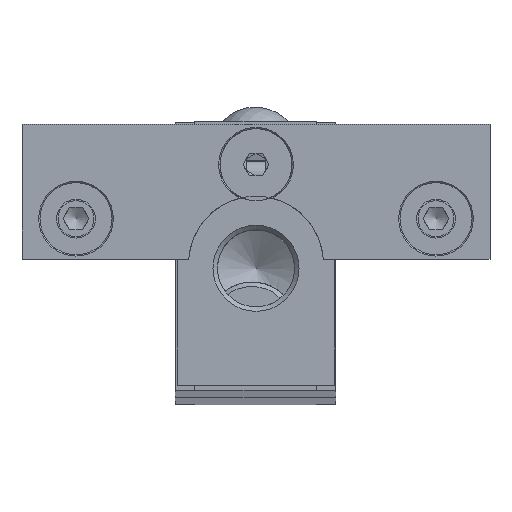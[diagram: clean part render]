
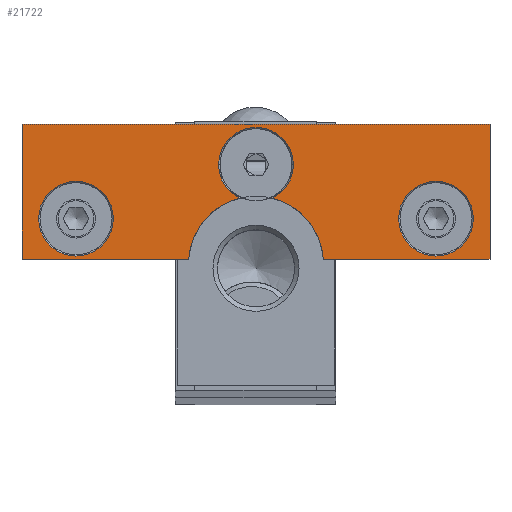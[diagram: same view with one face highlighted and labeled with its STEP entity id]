
A CAD part, top view. The second image highlights one B-rep face of the part: STEP entity #21722.
In plain terms, the highlighted planar face has unit normal (0, 0, 1).
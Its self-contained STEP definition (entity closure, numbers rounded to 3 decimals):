
#649=FACE_BOUND('',#5146,.T.);
#650=FACE_BOUND('',#5147,.T.);
#1057=PLANE('',#23876);
#1627=LINE('',#37255,#2504);
#1628=LINE('',#37257,#2505);
#1629=LINE('',#37259,#2506);
#1630=LINE('',#37261,#2507);
#1631=LINE('',#37262,#2508);
#2504=VECTOR('',#28696,10.);
#2505=VECTOR('',#28697,10.);
#2506=VECTOR('',#28698,10.);
#2507=VECTOR('',#28699,10.);
#2508=VECTOR('',#28700,10.);
#3988=FACE_OUTER_BOUND('',#5145,.T.);
#5145=EDGE_LOOP('',(#16140,#16141,#16142,#16143,#16144,#16145,#16146,#16147));
#5146=EDGE_LOOP('',(#16148));
#5147=EDGE_LOOP('',(#16149));
#6904=CIRCLE('',#23843,7.5);
#6906=CIRCLE('',#23845,7.5);
#6920=CIRCLE('',#23875,4.15);
#6921=CIRCLE('',#23877,4.15);
#6922=CIRCLE('',#23878,4.15);
#9044=VERTEX_POINT('',#37120);
#9045=VERTEX_POINT('',#37125);
#9048=VERTEX_POINT('',#37131);
#9049=VERTEX_POINT('',#37133);
#9085=VERTEX_POINT('',#37249);
#9086=VERTEX_POINT('',#37254);
#9087=VERTEX_POINT('',#37256);
#9088=VERTEX_POINT('',#37258);
#9089=VERTEX_POINT('',#37260);
#9090=VERTEX_POINT('',#37263);
#11757=EDGE_CURVE('',#9045,#9044,#6904,.T.);
#11761=EDGE_CURVE('',#9049,#9048,#6906,.T.);
#11808=EDGE_CURVE('',#9085,#9085,#6920,.T.);
#11810=EDGE_CURVE('',#9049,#9044,#6921,.T.);
#11811=EDGE_CURVE('',#9048,#9086,#1627,.T.);
#11812=EDGE_CURVE('',#9086,#9087,#1628,.T.);
#11813=EDGE_CURVE('',#9087,#9088,#1629,.T.);
#11814=EDGE_CURVE('',#9088,#9089,#1630,.T.);
#11815=EDGE_CURVE('',#9089,#9045,#1631,.T.);
#11816=EDGE_CURVE('',#9090,#9090,#6922,.T.);
#16140=ORIENTED_EDGE('',*,*,#11810,.F.);
#16141=ORIENTED_EDGE('',*,*,#11761,.T.);
#16142=ORIENTED_EDGE('',*,*,#11811,.T.);
#16143=ORIENTED_EDGE('',*,*,#11812,.T.);
#16144=ORIENTED_EDGE('',*,*,#11813,.T.);
#16145=ORIENTED_EDGE('',*,*,#11814,.T.);
#16146=ORIENTED_EDGE('',*,*,#11815,.T.);
#16147=ORIENTED_EDGE('',*,*,#11757,.T.);
#16148=ORIENTED_EDGE('',*,*,#11816,.F.);
#16149=ORIENTED_EDGE('',*,*,#11808,.F.);
#21722=ADVANCED_FACE('',(#3988,#649,#650),#1057,.T.);
#23843=AXIS2_PLACEMENT_3D('',#37126,#28598,#28599);
#23845=AXIS2_PLACEMENT_3D('',#37134,#28604,#28605);
#23875=AXIS2_PLACEMENT_3D('',#37250,#28689,#28690);
#23876=AXIS2_PLACEMENT_3D('',#37252,#28692,#28693);
#23877=AXIS2_PLACEMENT_3D('',#37253,#28694,#28695);
#23878=AXIS2_PLACEMENT_3D('',#37264,#28701,#28702);
#28598=DIRECTION('center_axis',(0.,0.,-1.));
#28599=DIRECTION('ref_axis',(0.998,0.067,0.));
#28604=DIRECTION('center_axis',(0.,0.,-1.));
#28605=DIRECTION('ref_axis',(0.998,0.067,0.));
#28689=DIRECTION('center_axis',(0.,0.,1.));
#28690=DIRECTION('ref_axis',(-1.,0.,0.));
#28692=DIRECTION('center_axis',(0.,0.,1.));
#28693=DIRECTION('ref_axis',(1.,0.,0.));
#28694=DIRECTION('center_axis',(0.,0.,1.));
#28695=DIRECTION('ref_axis',(-1.,0.,0.));
#28696=DIRECTION('',(1.,0.,0.));
#28697=DIRECTION('',(0.,1.,0.));
#28698=DIRECTION('',(-1.,0.,0.));
#28699=DIRECTION('',(0.,-1.,0.));
#28700=DIRECTION('',(1.,0.,0.));
#28701=DIRECTION('center_axis',(0.,0.,1.));
#28702=DIRECTION('ref_axis',(-1.,0.,0.));
#37120=CARTESIAN_POINT('',(-1.777,16.774,260.));
#37125=CARTESIAN_POINT('',(-7.433,10.,260.));
#37126=CARTESIAN_POINT('Origin',(0.05,9.5,260.));
#37131=CARTESIAN_POINT('',(7.533,10.,260.));
#37133=CARTESIAN_POINT('',(1.877,16.774,260.));
#37134=CARTESIAN_POINT('Origin',(0.05,9.5,260.));
#37249=CARTESIAN_POINT('',(24.2,14.5,260.));
#37250=CARTESIAN_POINT('Origin',(20.05,14.5,260.));
#37252=CARTESIAN_POINT('Origin',(0.05,17.949,260.));
#37253=CARTESIAN_POINT('Origin',(0.05,20.5,260.));
#37254=CARTESIAN_POINT('',(26.05,10.,260.));
#37255=CARTESIAN_POINT('',(26.05,10.,260.));
#37256=CARTESIAN_POINT('',(26.05,25.,260.));
#37257=CARTESIAN_POINT('',(26.05,25.,260.));
#37258=CARTESIAN_POINT('',(-25.95,25.,260.));
#37259=CARTESIAN_POINT('',(-25.95,25.,260.));
#37260=CARTESIAN_POINT('',(-25.95,10.,260.));
#37261=CARTESIAN_POINT('',(-25.95,10.,260.));
#37262=CARTESIAN_POINT('',(-7.433,10.,260.));
#37263=CARTESIAN_POINT('',(-15.8,14.5,260.));
#37264=CARTESIAN_POINT('Origin',(-19.95,14.5,260.));
